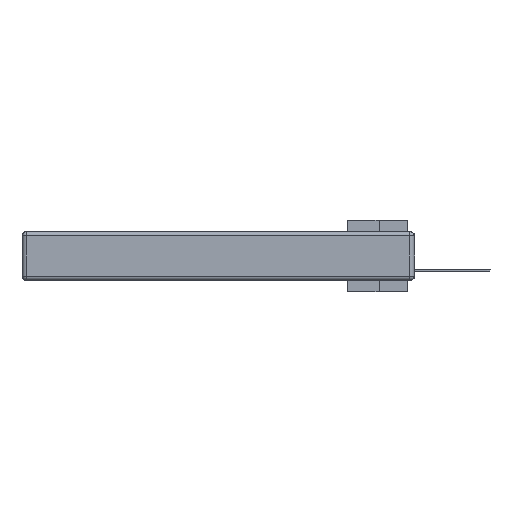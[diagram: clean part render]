
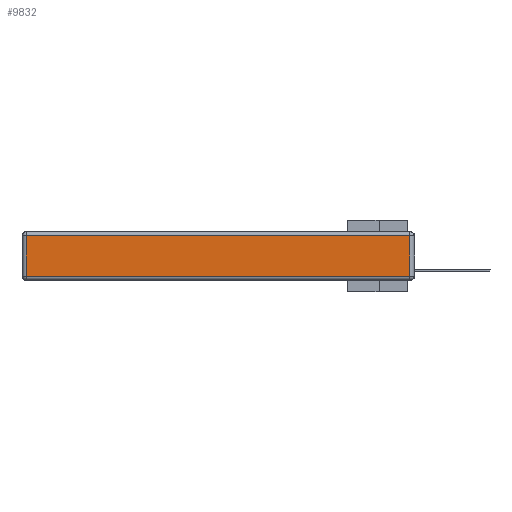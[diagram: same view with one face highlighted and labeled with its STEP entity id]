
A CAD part, left-side view. The second image highlights one B-rep face of the part: STEP entity #9832.
In plain terms, the highlighted planar face has unit normal (-1, 0, 0).
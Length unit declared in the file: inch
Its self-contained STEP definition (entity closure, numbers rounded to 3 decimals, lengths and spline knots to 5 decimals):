
#543 = DIRECTION ( 'NONE',  ( 0., 1., 0. ) ) ;
#2710 = CARTESIAN_POINT ( 'NONE',  ( 0., 0., -0.343 ) ) ;
#3483 = VERTEX_POINT ( 'NONE', #3867 ) ;
#3867 = CARTESIAN_POINT ( 'NONE',  ( 0., 0.03, -0.03 ) ) ;
#3932 = EDGE_CURVE ( 'NONE', #9706, #3483, #21130, .T. ) ;
#4372 = CARTESIAN_POINT ( 'NONE',  ( 0., 0.03, -0.313 ) ) ;
#4947 = CARTESIAN_POINT ( 'NONE',  ( 0., 2.72, -0.343 ) ) ;
#4987 = ORIENTED_EDGE ( 'NONE', *, *, #28239, .T. ) ;
#5652 = VERTEX_POINT ( 'NONE', #20889 ) ;
#8026 = FACE_OUTER_BOUND ( 'NONE', #23112, .T. ) ;
#8400 = LINE ( 'NONE', #26514, #22508 ) ;
#8517 = DIRECTION ( 'NONE',  ( 0., 0., 1. ) ) ;
#9456 = EDGE_CURVE ( 'NONE', #11532, #5652, #20847, .T. ) ;
#9706 = VERTEX_POINT ( 'NONE', #4372 ) ;
#9832 = ADVANCED_FACE ( 'NONE', ( #8026 ), #20148, .T. ) ;
#10862 = LINE ( 'NONE', #13507, #13295 ) ;
#11532 = VERTEX_POINT ( 'NONE', #30435 ) ;
#11590 = ORIENTED_EDGE ( 'NONE', *, *, #13614, .T. ) ;
#13295 = VECTOR ( 'NONE', #543, 39.37008 ) ;
#13507 = CARTESIAN_POINT ( 'NONE',  ( 0., 2.75, -0.03 ) ) ;
#13614 = EDGE_CURVE ( 'NONE', #5652, #9706, #8400, .T. ) ;
#17550 = AXIS2_PLACEMENT_3D ( 'NONE', #2710, #22643, #25622 ) ;
#18185 = DIRECTION ( 'NONE',  ( 0., -1., 0. ) ) ;
#19066 = ORIENTED_EDGE ( 'NONE', *, *, #9456, .T. ) ;
#20148 = PLANE ( 'NONE',  #17550 ) ;
#20847 = LINE ( 'NONE', #4947, #22027 ) ;
#20889 = CARTESIAN_POINT ( 'NONE',  ( 0., 2.72, -0.313 ) ) ;
#21130 = LINE ( 'NONE', #31284, #32835 ) ;
#22027 = VECTOR ( 'NONE', #25034, 39.37008 ) ;
#22508 = VECTOR ( 'NONE', #18185, 39.37008 ) ;
#22643 = DIRECTION ( 'NONE',  ( -1., 0., 0. ) ) ;
#23112 = EDGE_LOOP ( 'NONE', ( #11590, #25731, #4987, #19066 ) ) ;
#25034 = DIRECTION ( 'NONE',  ( 0., 0., -1. ) ) ;
#25622 = DIRECTION ( 'NONE',  ( 0., 0., 1. ) ) ;
#25731 = ORIENTED_EDGE ( 'NONE', *, *, #3932, .T. ) ;
#26514 = CARTESIAN_POINT ( 'NONE',  ( 0., 0., -0.313 ) ) ;
#28239 = EDGE_CURVE ( 'NONE', #3483, #11532, #10862, .T. ) ;
#30435 = CARTESIAN_POINT ( 'NONE',  ( 0., 2.72, -0.03 ) ) ;
#31284 = CARTESIAN_POINT ( 'NONE',  ( 0., 0.03, -0.343 ) ) ;
#32835 = VECTOR ( 'NONE', #8517, 39.37008 ) ;
